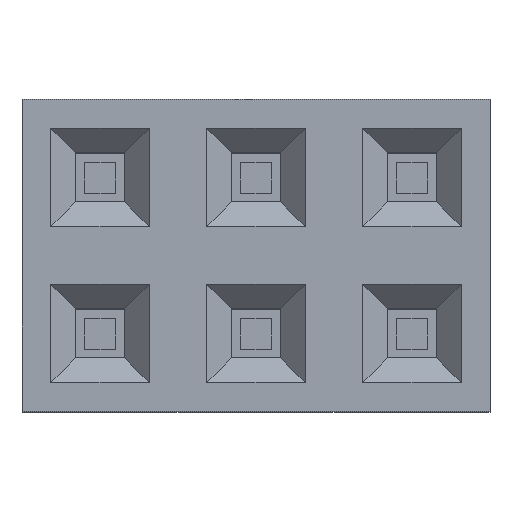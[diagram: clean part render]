
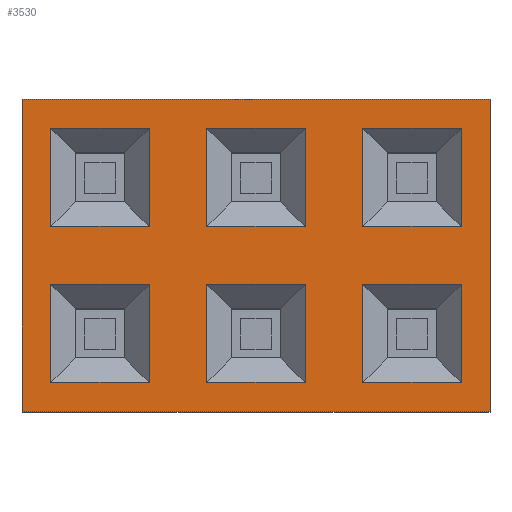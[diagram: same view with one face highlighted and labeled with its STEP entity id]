
A CAD part, top view. The second image highlights one B-rep face of the part: STEP entity #3530.
In plain terms, the highlighted planar face has unit normal (0, 0, 1).
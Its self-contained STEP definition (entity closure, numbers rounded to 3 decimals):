
#2276 = VERTEX_POINT('',#2277);
#2277 = CARTESIAN_POINT('',(-1.27,-1.27,13.58));
#2283 = EDGE_CURVE('',#2276,#2284,#2286,.T.);
#2284 = VERTEX_POINT('',#2285);
#2285 = CARTESIAN_POINT('',(6.35,-1.27,13.58));
#2286 = LINE('',#2287,#2288);
#2287 = CARTESIAN_POINT('',(-1.27,-1.27,13.58));
#2288 = VECTOR('',#2289,1.);
#2289 = DIRECTION('',(1.,0.,0.));
#2420 = VERTEX_POINT('',#2421);
#2421 = CARTESIAN_POINT('',(-1.27,3.81,13.58));
#2427 = EDGE_CURVE('',#2420,#2428,#2430,.T.);
#2428 = VERTEX_POINT('',#2429);
#2429 = CARTESIAN_POINT('',(6.35,3.81,13.58));
#2430 = LINE('',#2431,#2432);
#2431 = CARTESIAN_POINT('',(-1.27,3.81,13.58));
#2432 = VECTOR('',#2433,1.);
#2433 = DIRECTION('',(1.,0.,0.));
#3489 = EDGE_CURVE('',#2276,#2420,#3490,.T.);
#3490 = LINE('',#3491,#3492);
#3491 = CARTESIAN_POINT('',(-1.27,-1.27,13.58));
#3492 = VECTOR('',#3493,1.);
#3493 = DIRECTION('',(0.,1.,0.));
#3530 = ADVANCED_FACE('',(#3531,#3542,#3576,#3610,#3644,#3678,#3712),
  #3746,.T.);
#3531 = FACE_BOUND('',#3532,.T.);
#3532 = EDGE_LOOP('',(#3533,#3534,#3535,#3541));
#3533 = ORIENTED_EDGE('',*,*,#3489,.F.);
#3534 = ORIENTED_EDGE('',*,*,#2283,.T.);
#3535 = ORIENTED_EDGE('',*,*,#3536,.T.);
#3536 = EDGE_CURVE('',#2284,#2428,#3537,.T.);
#3537 = LINE('',#3538,#3539);
#3538 = CARTESIAN_POINT('',(6.35,-1.27,13.58));
#3539 = VECTOR('',#3540,1.);
#3540 = DIRECTION('',(0.,1.,0.));
#3541 = ORIENTED_EDGE('',*,*,#2427,.F.);
#3542 = FACE_BOUND('',#3543,.T.);
#3543 = EDGE_LOOP('',(#3544,#3554,#3562,#3570));
#3544 = ORIENTED_EDGE('',*,*,#3545,.T.);
#3545 = EDGE_CURVE('',#3546,#3548,#3550,.T.);
#3546 = VERTEX_POINT('',#3547);
#3547 = CARTESIAN_POINT('',(4.28,1.74,13.58));
#3548 = VERTEX_POINT('',#3549);
#3549 = CARTESIAN_POINT('',(4.28,3.34,13.58));
#3550 = LINE('',#3551,#3552);
#3551 = CARTESIAN_POINT('',(4.28,1.74,13.58));
#3552 = VECTOR('',#3553,1.);
#3553 = DIRECTION('',(0.,1.,0.));
#3554 = ORIENTED_EDGE('',*,*,#3555,.T.);
#3555 = EDGE_CURVE('',#3548,#3556,#3558,.T.);
#3556 = VERTEX_POINT('',#3557);
#3557 = CARTESIAN_POINT('',(5.88,3.34,13.58));
#3558 = LINE('',#3559,#3560);
#3559 = CARTESIAN_POINT('',(4.28,3.34,13.58));
#3560 = VECTOR('',#3561,1.);
#3561 = DIRECTION('',(1.,0.,0.));
#3562 = ORIENTED_EDGE('',*,*,#3563,.F.);
#3563 = EDGE_CURVE('',#3564,#3556,#3566,.T.);
#3564 = VERTEX_POINT('',#3565);
#3565 = CARTESIAN_POINT('',(5.88,1.74,13.58));
#3566 = LINE('',#3567,#3568);
#3567 = CARTESIAN_POINT('',(5.88,1.74,13.58));
#3568 = VECTOR('',#3569,1.);
#3569 = DIRECTION('',(0.,1.,0.));
#3570 = ORIENTED_EDGE('',*,*,#3571,.F.);
#3571 = EDGE_CURVE('',#3546,#3564,#3572,.T.);
#3572 = LINE('',#3573,#3574);
#3573 = CARTESIAN_POINT('',(4.28,1.74,13.58));
#3574 = VECTOR('',#3575,1.);
#3575 = DIRECTION('',(1.,0.,0.));
#3576 = FACE_BOUND('',#3577,.T.);
#3577 = EDGE_LOOP('',(#3578,#3588,#3596,#3604));
#3578 = ORIENTED_EDGE('',*,*,#3579,.T.);
#3579 = EDGE_CURVE('',#3580,#3582,#3584,.T.);
#3580 = VERTEX_POINT('',#3581);
#3581 = CARTESIAN_POINT('',(4.28,0.8,13.58));
#3582 = VERTEX_POINT('',#3583);
#3583 = CARTESIAN_POINT('',(5.88,0.8,13.58));
#3584 = LINE('',#3585,#3586);
#3585 = CARTESIAN_POINT('',(4.28,0.8,13.58));
#3586 = VECTOR('',#3587,1.);
#3587 = DIRECTION('',(1.,0.,0.));
#3588 = ORIENTED_EDGE('',*,*,#3589,.F.);
#3589 = EDGE_CURVE('',#3590,#3582,#3592,.T.);
#3590 = VERTEX_POINT('',#3591);
#3591 = CARTESIAN_POINT('',(5.88,-0.8,13.58));
#3592 = LINE('',#3593,#3594);
#3593 = CARTESIAN_POINT('',(5.88,-0.8,13.58));
#3594 = VECTOR('',#3595,1.);
#3595 = DIRECTION('',(0.,1.,0.));
#3596 = ORIENTED_EDGE('',*,*,#3597,.F.);
#3597 = EDGE_CURVE('',#3598,#3590,#3600,.T.);
#3598 = VERTEX_POINT('',#3599);
#3599 = CARTESIAN_POINT('',(4.28,-0.8,13.58));
#3600 = LINE('',#3601,#3602);
#3601 = CARTESIAN_POINT('',(4.28,-0.8,13.58));
#3602 = VECTOR('',#3603,1.);
#3603 = DIRECTION('',(1.,0.,0.));
#3604 = ORIENTED_EDGE('',*,*,#3605,.T.);
#3605 = EDGE_CURVE('',#3598,#3580,#3606,.T.);
#3606 = LINE('',#3607,#3608);
#3607 = CARTESIAN_POINT('',(4.28,-0.8,13.58));
#3608 = VECTOR('',#3609,1.);
#3609 = DIRECTION('',(0.,1.,0.));
#3610 = FACE_BOUND('',#3611,.T.);
#3611 = EDGE_LOOP('',(#3612,#3622,#3630,#3638));
#3612 = ORIENTED_EDGE('',*,*,#3613,.T.);
#3613 = EDGE_CURVE('',#3614,#3616,#3618,.T.);
#3614 = VERTEX_POINT('',#3615);
#3615 = CARTESIAN_POINT('',(1.74,3.34,13.58));
#3616 = VERTEX_POINT('',#3617);
#3617 = CARTESIAN_POINT('',(3.34,3.34,13.58));
#3618 = LINE('',#3619,#3620);
#3619 = CARTESIAN_POINT('',(1.74,3.34,13.58));
#3620 = VECTOR('',#3621,1.);
#3621 = DIRECTION('',(1.,0.,0.));
#3622 = ORIENTED_EDGE('',*,*,#3623,.F.);
#3623 = EDGE_CURVE('',#3624,#3616,#3626,.T.);
#3624 = VERTEX_POINT('',#3625);
#3625 = CARTESIAN_POINT('',(3.34,1.74,13.58));
#3626 = LINE('',#3627,#3628);
#3627 = CARTESIAN_POINT('',(3.34,1.74,13.58));
#3628 = VECTOR('',#3629,1.);
#3629 = DIRECTION('',(0.,1.,0.));
#3630 = ORIENTED_EDGE('',*,*,#3631,.F.);
#3631 = EDGE_CURVE('',#3632,#3624,#3634,.T.);
#3632 = VERTEX_POINT('',#3633);
#3633 = CARTESIAN_POINT('',(1.74,1.74,13.58));
#3634 = LINE('',#3635,#3636);
#3635 = CARTESIAN_POINT('',(1.74,1.74,13.58));
#3636 = VECTOR('',#3637,1.);
#3637 = DIRECTION('',(1.,0.,0.));
#3638 = ORIENTED_EDGE('',*,*,#3639,.T.);
#3639 = EDGE_CURVE('',#3632,#3614,#3640,.T.);
#3640 = LINE('',#3641,#3642);
#3641 = CARTESIAN_POINT('',(1.74,1.74,13.58));
#3642 = VECTOR('',#3643,1.);
#3643 = DIRECTION('',(0.,1.,0.));
#3644 = FACE_BOUND('',#3645,.T.);
#3645 = EDGE_LOOP('',(#3646,#3656,#3664,#3672));
#3646 = ORIENTED_EDGE('',*,*,#3647,.T.);
#3647 = EDGE_CURVE('',#3648,#3650,#3652,.T.);
#3648 = VERTEX_POINT('',#3649);
#3649 = CARTESIAN_POINT('',(1.74,-0.8,13.58));
#3650 = VERTEX_POINT('',#3651);
#3651 = CARTESIAN_POINT('',(1.74,0.8,13.58));
#3652 = LINE('',#3653,#3654);
#3653 = CARTESIAN_POINT('',(1.74,-0.8,13.58));
#3654 = VECTOR('',#3655,1.);
#3655 = DIRECTION('',(0.,1.,0.));
#3656 = ORIENTED_EDGE('',*,*,#3657,.T.);
#3657 = EDGE_CURVE('',#3650,#3658,#3660,.T.);
#3658 = VERTEX_POINT('',#3659);
#3659 = CARTESIAN_POINT('',(3.34,0.8,13.58));
#3660 = LINE('',#3661,#3662);
#3661 = CARTESIAN_POINT('',(1.74,0.8,13.58));
#3662 = VECTOR('',#3663,1.);
#3663 = DIRECTION('',(1.,0.,0.));
#3664 = ORIENTED_EDGE('',*,*,#3665,.F.);
#3665 = EDGE_CURVE('',#3666,#3658,#3668,.T.);
#3666 = VERTEX_POINT('',#3667);
#3667 = CARTESIAN_POINT('',(3.34,-0.8,13.58));
#3668 = LINE('',#3669,#3670);
#3669 = CARTESIAN_POINT('',(3.34,-0.8,13.58));
#3670 = VECTOR('',#3671,1.);
#3671 = DIRECTION('',(0.,1.,0.));
#3672 = ORIENTED_EDGE('',*,*,#3673,.F.);
#3673 = EDGE_CURVE('',#3648,#3666,#3674,.T.);
#3674 = LINE('',#3675,#3676);
#3675 = CARTESIAN_POINT('',(1.74,-0.8,13.58));
#3676 = VECTOR('',#3677,1.);
#3677 = DIRECTION('',(1.,0.,0.));
#3678 = FACE_BOUND('',#3679,.T.);
#3679 = EDGE_LOOP('',(#3680,#3690,#3698,#3706));
#3680 = ORIENTED_EDGE('',*,*,#3681,.T.);
#3681 = EDGE_CURVE('',#3682,#3684,#3686,.T.);
#3682 = VERTEX_POINT('',#3683);
#3683 = CARTESIAN_POINT('',(-0.8,3.34,13.58));
#3684 = VERTEX_POINT('',#3685);
#3685 = CARTESIAN_POINT('',(0.8,3.34,13.58));
#3686 = LINE('',#3687,#3688);
#3687 = CARTESIAN_POINT('',(-0.8,3.34,13.58));
#3688 = VECTOR('',#3689,1.);
#3689 = DIRECTION('',(1.,0.,0.));
#3690 = ORIENTED_EDGE('',*,*,#3691,.F.);
#3691 = EDGE_CURVE('',#3692,#3684,#3694,.T.);
#3692 = VERTEX_POINT('',#3693);
#3693 = CARTESIAN_POINT('',(0.8,1.74,13.58));
#3694 = LINE('',#3695,#3696);
#3695 = CARTESIAN_POINT('',(0.8,1.74,13.58));
#3696 = VECTOR('',#3697,1.);
#3697 = DIRECTION('',(0.,1.,0.));
#3698 = ORIENTED_EDGE('',*,*,#3699,.F.);
#3699 = EDGE_CURVE('',#3700,#3692,#3702,.T.);
#3700 = VERTEX_POINT('',#3701);
#3701 = CARTESIAN_POINT('',(-0.8,1.74,13.58));
#3702 = LINE('',#3703,#3704);
#3703 = CARTESIAN_POINT('',(-0.8,1.74,13.58));
#3704 = VECTOR('',#3705,1.);
#3705 = DIRECTION('',(1.,0.,0.));
#3706 = ORIENTED_EDGE('',*,*,#3707,.T.);
#3707 = EDGE_CURVE('',#3700,#3682,#3708,.T.);
#3708 = LINE('',#3709,#3710);
#3709 = CARTESIAN_POINT('',(-0.8,1.74,13.58));
#3710 = VECTOR('',#3711,1.);
#3711 = DIRECTION('',(0.,1.,0.));
#3712 = FACE_BOUND('',#3713,.T.);
#3713 = EDGE_LOOP('',(#3714,#3724,#3732,#3740));
#3714 = ORIENTED_EDGE('',*,*,#3715,.T.);
#3715 = EDGE_CURVE('',#3716,#3718,#3720,.T.);
#3716 = VERTEX_POINT('',#3717);
#3717 = CARTESIAN_POINT('',(-0.8,0.8,13.58));
#3718 = VERTEX_POINT('',#3719);
#3719 = CARTESIAN_POINT('',(0.8,0.8,13.58));
#3720 = LINE('',#3721,#3722);
#3721 = CARTESIAN_POINT('',(-0.8,0.8,13.58));
#3722 = VECTOR('',#3723,1.);
#3723 = DIRECTION('',(1.,0.,0.));
#3724 = ORIENTED_EDGE('',*,*,#3725,.F.);
#3725 = EDGE_CURVE('',#3726,#3718,#3728,.T.);
#3726 = VERTEX_POINT('',#3727);
#3727 = CARTESIAN_POINT('',(0.8,-0.8,13.58));
#3728 = LINE('',#3729,#3730);
#3729 = CARTESIAN_POINT('',(0.8,-0.8,13.58));
#3730 = VECTOR('',#3731,1.);
#3731 = DIRECTION('',(0.,1.,0.));
#3732 = ORIENTED_EDGE('',*,*,#3733,.F.);
#3733 = EDGE_CURVE('',#3734,#3726,#3736,.T.);
#3734 = VERTEX_POINT('',#3735);
#3735 = CARTESIAN_POINT('',(-0.8,-0.8,13.58));
#3736 = LINE('',#3737,#3738);
#3737 = CARTESIAN_POINT('',(-0.8,-0.8,13.58));
#3738 = VECTOR('',#3739,1.);
#3739 = DIRECTION('',(1.,0.,0.));
#3740 = ORIENTED_EDGE('',*,*,#3741,.T.);
#3741 = EDGE_CURVE('',#3734,#3716,#3742,.T.);
#3742 = LINE('',#3743,#3744);
#3743 = CARTESIAN_POINT('',(-0.8,-0.8,13.58));
#3744 = VECTOR('',#3745,1.);
#3745 = DIRECTION('',(0.,1.,0.));
#3746 = PLANE('',#3747);
#3747 = AXIS2_PLACEMENT_3D('',#3748,#3749,#3750);
#3748 = CARTESIAN_POINT('',(-1.27,-1.27,13.58));
#3749 = DIRECTION('',(0.,0.,1.));
#3750 = DIRECTION('',(1.,0.,0.));
